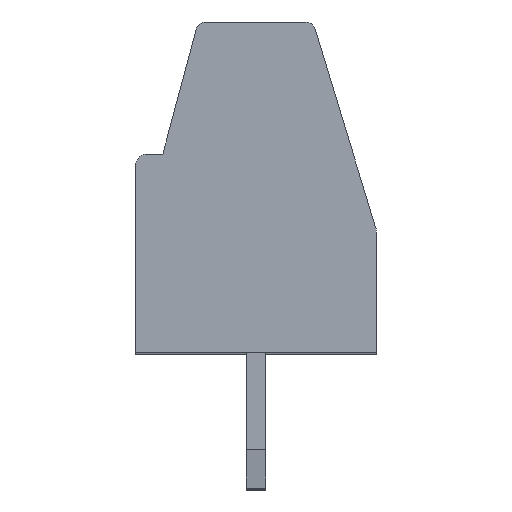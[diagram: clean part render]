
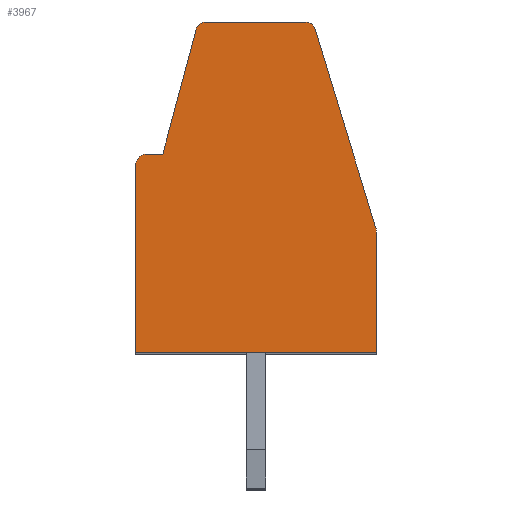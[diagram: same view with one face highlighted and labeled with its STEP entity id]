
A CAD part, top view. The second image highlights one B-rep face of the part: STEP entity #3967.
In plain terms, the highlighted planar face has unit normal (0, 0, 1).
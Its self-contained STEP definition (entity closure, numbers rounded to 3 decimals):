
#14=DIRECTION('',(0.,-1.,0.));
#15=VECTOR('',#14,3.075);
#16=CARTESIAN_POINT('',(3.1,3.075,26.9));
#17=LINE('',#16,#15);
#18=DIRECTION('',(0.,1.,0.));
#19=VECTOR('',#18,4.8);
#20=CARTESIAN_POINT('',(-3.1,0.,26.9));
#21=LINE('',#20,#19);
#22=CARTESIAN_POINT('',(-2.8,4.8,26.9));
#23=DIRECTION('',(0.,0.,-1.));
#24=DIRECTION('',(-1.,0.,0.));
#25=AXIS2_PLACEMENT_3D('',#22,#23,#24);
#27=DIRECTION('',(1.,0.,0.));
#28=VECTOR('',#27,0.4);
#29=CARTESIAN_POINT('',(-2.8,5.1,26.9));
#30=LINE('',#29,#28);
#31=DIRECTION('',(0.259,0.966,0.));
#32=VECTOR('',#31,3.328);
#33=CARTESIAN_POINT('',(-2.4,5.1,26.9));
#34=LINE('',#33,#32);
#35=CARTESIAN_POINT('',(-1.297,8.25,26.9));
#36=DIRECTION('',(0.,0.,-1.));
#37=DIRECTION('',(-0.966,0.259,0.));
#38=AXIS2_PLACEMENT_3D('',#35,#36,#37);
#40=CARTESIAN_POINT('',(1.279,8.25,26.9));
#41=DIRECTION('',(0.,0.,-1.));
#42=DIRECTION('',(-0.001,1.,0.));
#43=AXIS2_PLACEMENT_3D('',#40,#41,#42);
#45=DIRECTION('',(0.292,-0.956,0.));
#46=VECTOR('',#45,5.335);
#47=CARTESIAN_POINT('',(1.518,8.323,26.9));
#48=LINE('',#47,#46);
#49=CARTESIAN_POINT('',(2.6,3.075,26.9));
#50=DIRECTION('',(0.,0.,-1.));
#51=DIRECTION('',(0.956,0.292,0.));
#52=AXIS2_PLACEMENT_3D('',#49,#50,#51);
#80=DIRECTION('',(-1.,0.,0.));
#81=VECTOR('',#80,2.576);
#82=CARTESIAN_POINT('',(1.279,8.5,26.9));
#83=LINE('',#82,#81);
#474=DIRECTION('',(1.,0.,0.));
#475=VECTOR('',#474,6.2);
#476=CARTESIAN_POINT('',(-3.1,0.,26.9));
#477=LINE('',#476,#475);
#3014=CARTESIAN_POINT('',(3.1,3.075,26.9));
#3015=CARTESIAN_POINT('',(3.1,0.,26.9));
#3016=VERTEX_POINT('',#3014);
#3017=VERTEX_POINT('',#3015);
#3018=CARTESIAN_POINT('',(3.078,3.221,26.9));
#3019=VERTEX_POINT('',#3018);
#3020=CARTESIAN_POINT('',(1.518,8.323,26.9));
#3021=VERTEX_POINT('',#3020);
#3022=CARTESIAN_POINT('',(1.279,8.5,26.9));
#3023=VERTEX_POINT('',#3022);
#3024=CARTESIAN_POINT('',(-1.538,8.315,26.9));
#3025=CARTESIAN_POINT('',(-1.297,8.5,26.9));
#3026=VERTEX_POINT('',#3024);
#3027=VERTEX_POINT('',#3025);
#3028=CARTESIAN_POINT('',(-2.4,5.1,26.9));
#3029=VERTEX_POINT('',#3028);
#3030=CARTESIAN_POINT('',(-2.8,5.1,26.9));
#3031=VERTEX_POINT('',#3030);
#3032=CARTESIAN_POINT('',(-3.1,4.8,26.9));
#3033=VERTEX_POINT('',#3032);
#3034=CARTESIAN_POINT('',(-3.1,0.,26.9));
#3035=VERTEX_POINT('',#3034);
#3938=CARTESIAN_POINT('',(0.,0.,26.9));
#3939=DIRECTION('',(0.,0.,1.));
#3940=DIRECTION('',(1.,0.,0.));
#3941=AXIS2_PLACEMENT_3D('',#3938,#3939,#3940);
#3942=PLANE('',#3941);
#3944=ORIENTED_EDGE('',*,*,#3943,.T.);
#3946=ORIENTED_EDGE('',*,*,#3945,.F.);
#3948=ORIENTED_EDGE('',*,*,#3947,.T.);
#3950=ORIENTED_EDGE('',*,*,#3949,.T.);
#3952=ORIENTED_EDGE('',*,*,#3951,.T.);
#3954=ORIENTED_EDGE('',*,*,#3953,.T.);
#3956=ORIENTED_EDGE('',*,*,#3955,.T.);
#3958=ORIENTED_EDGE('',*,*,#3957,.F.);
#3960=ORIENTED_EDGE('',*,*,#3959,.T.);
#3962=ORIENTED_EDGE('',*,*,#3961,.T.);
#3964=ORIENTED_EDGE('',*,*,#3963,.T.);
#3965=EDGE_LOOP('',(#3944,#3946,#3948,#3950,#3952,#3954,#3956,#3958,#3960,#3962,
#3964));
#3966=FACE_OUTER_BOUND('',#3965,.F.);
#26=CIRCLE('',#25,0.3);
#39=CIRCLE('',#38,0.25);
#44=CIRCLE('',#43,0.25);
#53=CIRCLE('',#52,0.5);
#3943=EDGE_CURVE('',#3016,#3017,#17,.T.);
#3945=EDGE_CURVE('',#3035,#3017,#477,.T.);
#3947=EDGE_CURVE('',#3035,#3033,#21,.T.);
#3949=EDGE_CURVE('',#3033,#3031,#26,.T.);
#3951=EDGE_CURVE('',#3031,#3029,#30,.T.);
#3953=EDGE_CURVE('',#3029,#3026,#34,.T.);
#3955=EDGE_CURVE('',#3026,#3027,#39,.T.);
#3957=EDGE_CURVE('',#3023,#3027,#83,.T.);
#3959=EDGE_CURVE('',#3023,#3021,#44,.T.);
#3961=EDGE_CURVE('',#3021,#3019,#48,.T.);
#3963=EDGE_CURVE('',#3019,#3016,#53,.T.);
#3967=ADVANCED_FACE('',(#3966),#3942,.T.);
